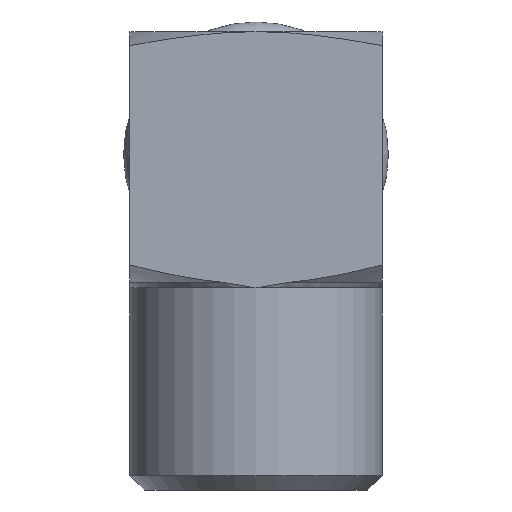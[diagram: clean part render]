
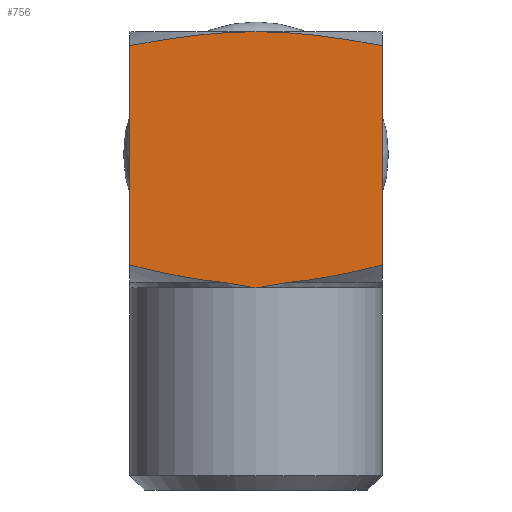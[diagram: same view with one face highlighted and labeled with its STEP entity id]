
A CAD part, front view. The second image highlights one B-rep face of the part: STEP entity #756.
In plain terms, the highlighted planar face has unit normal (0, -1, 0).
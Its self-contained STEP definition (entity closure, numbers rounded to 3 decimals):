
#14=B_SPLINE_CURVE_WITH_KNOTS('',3,(#1359,#1360,#1361,#1362),
 .UNSPECIFIED.,.F.,.F.,(4,4),(0.,0.41),.UNSPECIFIED.);
#21=B_SPLINE_CURVE_WITH_KNOTS('',3,(#1397,#1398,#1399,#1400),
 .UNSPECIFIED.,.F.,.F.,(4,4),(1.104,1.514),
 .UNSPECIFIED.);
#29=(
BOUNDED_CURVE()
B_SPLINE_CURVE(2,(#1301,#1302,#1303),.UNSPECIFIED.,.F.,.F.)
B_SPLINE_CURVE_WITH_KNOTS((3,3),(1.224,3.365),
 .UNSPECIFIED.)
CURVE()
GEOMETRIC_REPRESENTATION_ITEM()
RATIONAL_B_SPLINE_CURVE((1.117,1.161,1.))
REPRESENTATION_ITEM('')
);
#30=(
BOUNDED_CURVE()
B_SPLINE_CURVE(2,(#1306,#1307,#1308),.UNSPECIFIED.,.F.,.F.)
B_SPLINE_CURVE_WITH_KNOTS((3,3),(3.365,5.507),
 .UNSPECIFIED.)
CURVE()
GEOMETRIC_REPRESENTATION_ITEM()
RATIONAL_B_SPLINE_CURVE((1.,1.161,1.117))
REPRESENTATION_ITEM('')
);
#32=(
BOUNDED_CURVE()
B_SPLINE_CURVE(2,(#1316,#1317,#1318),.UNSPECIFIED.,.F.,.F.)
B_SPLINE_CURVE_WITH_KNOTS((3,3),(0.,1.649),.UNSPECIFIED.)
CURVE()
GEOMETRIC_REPRESENTATION_ITEM()
RATIONAL_B_SPLINE_CURVE((1.,1.094,1.084))
REPRESENTATION_ITEM('')
);
#39=(
BOUNDED_CURVE()
B_SPLINE_CURVE(2,(#1354,#1355,#1356),.UNSPECIFIED.,.F.,.F.)
B_SPLINE_CURVE_WITH_KNOTS((3,3),(1.325,2.974),
 .UNSPECIFIED.)
CURVE()
GEOMETRIC_REPRESENTATION_ITEM()
RATIONAL_B_SPLINE_CURVE((1.084,1.094,1.))
REPRESENTATION_ITEM('')
);
#71=PLANE('',#880);
#108=FACE_OUTER_BOUND('',#154,.T.);
#154=EDGE_LOOP('',(#630,#631,#632,#633,#634,#635,#636,#637));
#183=LINE('',#1402,#204);
#184=LINE('',#1403,#205);
#204=VECTOR('',#1095,10.);
#205=VECTOR('',#1096,10.);
#331=VERTEX_POINT('',#1295);
#332=VERTEX_POINT('',#1299);
#333=VERTEX_POINT('',#1305);
#334=VERTEX_POINT('',#1314);
#335=VERTEX_POINT('',#1315);
#344=VERTEX_POINT('',#1348);
#345=VERTEX_POINT('',#1352);
#346=VERTEX_POINT('',#1358);
#428=EDGE_CURVE('',#331,#332,#29,.T.);
#429=EDGE_CURVE('',#332,#333,#30,.T.);
#432=EDGE_CURVE('',#334,#335,#32,.T.);
#443=EDGE_CURVE('',#344,#345,#39,.T.);
#444=EDGE_CURVE('',#346,#334,#14,.T.);
#455=EDGE_CURVE('',#345,#346,#21,.T.);
#456=EDGE_CURVE('',#344,#333,#183,.T.);
#457=EDGE_CURVE('',#335,#331,#184,.T.);
#630=ORIENTED_EDGE('',*,*,#428,.T.);
#631=ORIENTED_EDGE('',*,*,#429,.T.);
#632=ORIENTED_EDGE('',*,*,#456,.F.);
#633=ORIENTED_EDGE('',*,*,#443,.T.);
#634=ORIENTED_EDGE('',*,*,#455,.T.);
#635=ORIENTED_EDGE('',*,*,#444,.T.);
#636=ORIENTED_EDGE('',*,*,#432,.T.);
#637=ORIENTED_EDGE('',*,*,#457,.T.);
#756=ADVANCED_FACE('',(#108),#71,.T.);
#880=AXIS2_PLACEMENT_3D('',#1401,#1093,#1094);
#1093=DIRECTION('center_axis',(0.,-1.,0.));
#1094=DIRECTION('ref_axis',(0.,0.,-1.));
#1095=DIRECTION('',(0.,0.,1.));
#1096=DIRECTION('',(0.,0.,1.));
#1295=CARTESIAN_POINT('',(17.5,-17.5,61.558));
#1299=CARTESIAN_POINT('',(0.,-17.5,63.5));
#1301=CARTESIAN_POINT('Ctrl Pts',(17.5,-17.5,61.558));
#1302=CARTESIAN_POINT('Ctrl Pts',(7.249,-17.5,63.5));
#1303=CARTESIAN_POINT('Ctrl Pts',(0.,-17.5,63.5));
#1305=CARTESIAN_POINT('',(-17.5,-17.5,61.558));
#1306=CARTESIAN_POINT('Ctrl Pts',(0.,-17.5,63.5));
#1307=CARTESIAN_POINT('Ctrl Pts',(-7.249,-17.5,63.5));
#1308=CARTESIAN_POINT('Ctrl Pts',(-17.5,-17.5,61.558));
#1314=CARTESIAN_POINT('',(4.324,-17.5,28.752));
#1315=CARTESIAN_POINT('',(17.5,-17.5,31.198));
#1316=CARTESIAN_POINT('Ctrl Pts',(4.324,-17.5,28.752));
#1317=CARTESIAN_POINT('Ctrl Pts',(9.877,-17.5,29.237));
#1318=CARTESIAN_POINT('Ctrl Pts',(17.5,-17.5,31.198));
#1348=CARTESIAN_POINT('',(-17.5,-17.5,31.198));
#1352=CARTESIAN_POINT('',(-4.324,-17.5,28.752));
#1354=CARTESIAN_POINT('Ctrl Pts',(-17.5,-17.5,31.198));
#1355=CARTESIAN_POINT('Ctrl Pts',(-9.877,-17.5,29.237));
#1356=CARTESIAN_POINT('Ctrl Pts',(-4.324,-17.5,28.752));
#1358=CARTESIAN_POINT('',(0.,-17.5,28.));
#1359=CARTESIAN_POINT('Ctrl Pts',(0.,-17.5,28.));
#1360=CARTESIAN_POINT('Ctrl Pts',(1.336,-17.5,28.286));
#1361=CARTESIAN_POINT('Ctrl Pts',(2.885,-17.5,28.626));
#1362=CARTESIAN_POINT('Ctrl Pts',(4.324,-17.5,28.752));
#1397=CARTESIAN_POINT('Ctrl Pts',(-4.324,-17.5,28.752));
#1398=CARTESIAN_POINT('Ctrl Pts',(-2.885,-17.5,28.626));
#1399=CARTESIAN_POINT('Ctrl Pts',(-1.336,-17.5,28.286));
#1400=CARTESIAN_POINT('Ctrl Pts',(0.,-17.5,28.));
#1401=CARTESIAN_POINT('Origin',(17.5,-17.5,0.));
#1402=CARTESIAN_POINT('',(-17.5,-17.5,0.));
#1403=CARTESIAN_POINT('',(17.5,-17.5,0.));
